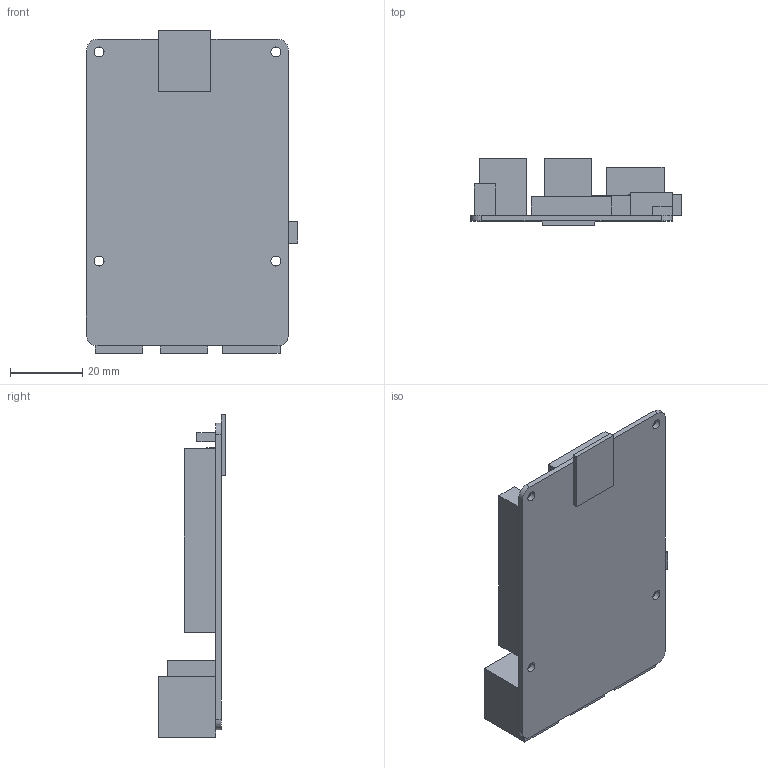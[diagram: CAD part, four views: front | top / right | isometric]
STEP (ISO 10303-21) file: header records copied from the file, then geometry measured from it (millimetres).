
FILE_DESCRIPTION(('HOOPS Exchange Step'),'2;1');
FILE_NAME('Rough Pi Model.step','2023-03-04T18:59:50+00:00',('root'),('Unknown organisation'),'HOOPS Exchange 2022.1','HOOPS Exchange','Unknown authorisation');
FILE_SCHEMA( ('AP203_CONFIGURATION_CONTROLLED_3D_DESIGN_OF_MECHANICAL_PARTS_AND_ASSEMBLIES_MIM_LF') );
Length unit declared in the file: millimetre
Products named in the file (2): Raspberry Pi Master; Rough Pi Model
Assembly tree (1 placements, depth 2):
  Rough Pi Model
    Raspberry Pi Master
Bounding box: 58.5 x 18.85 x 89.52 mm (x, y, z)
Volume: 24329.6 mm3; surface area: 15416.7 mm2
Topology: 1 solids, 1 shells, 70 faces, 188 edges, 122 vertices
Faces by surface type: plane 58, cylinder 12
Entity records: 2217 total; most frequent: CARTESIAN_POINT 382, ORIENTED_EDGE 376, DIRECTION 358, EDGE_CURVE 188, VECTOR 162, LINE 162, VERTEX_POINT 122, AXIS2_PLACEMENT_3D 98
